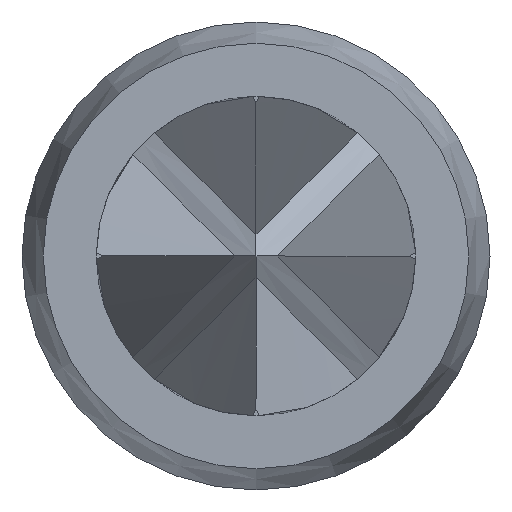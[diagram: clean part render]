
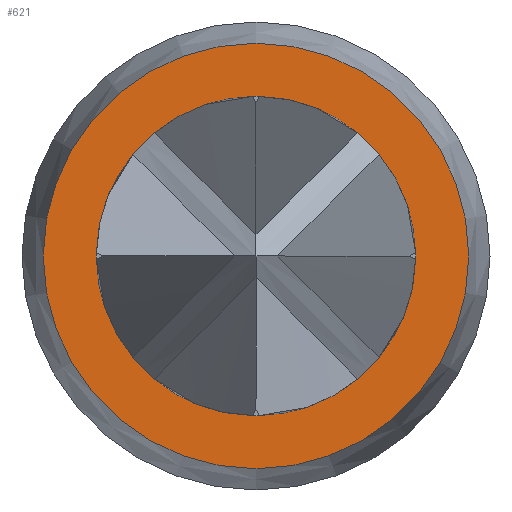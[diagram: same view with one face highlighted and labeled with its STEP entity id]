
A CAD part, left-side view. The second image highlights one B-rep face of the part: STEP entity #621.
In plain terms, the highlighted planar face has unit normal (-1, 0, 0).
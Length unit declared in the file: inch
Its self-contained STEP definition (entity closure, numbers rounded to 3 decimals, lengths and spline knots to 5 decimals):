
#2 = CARTESIAN_POINT ( 'NONE',  ( 0., 0., 0.0105 ) ) ;
#41 = EDGE_CURVE ( 'NONE', #189, #189, #426, .T. ) ;
#50 = FACE_BOUND ( 'NONE', #601, .T. ) ;
#99 = CARTESIAN_POINT ( 'NONE',  ( 0., 0.014, 0. ) ) ;
#146 = AXIS2_PLACEMENT_3D ( 'NONE', #315, #585, #526 ) ;
#158 = ORIENTED_EDGE ( 'NONE', *, *, #41, .F. ) ;
#160 = AXIS2_PLACEMENT_3D ( 'NONE', #262, #627, #577 ) ;
#189 = VERTEX_POINT ( 'NONE', #561 ) ;
#219 = ORIENTED_EDGE ( 'NONE', *, *, #409, .T. ) ;
#249 = PLANE ( 'NONE',  #581 ) ;
#262 = CARTESIAN_POINT ( 'NONE',  ( 0., 0., 0. ) ) ;
#304 = DIRECTION ( 'NONE',  ( -1., 0., 0. ) ) ;
#315 = CARTESIAN_POINT ( 'NONE',  ( 0., 0., 0. ) ) ;
#362 = FACE_OUTER_BOUND ( 'NONE', #391, .T. ) ;
#391 = EDGE_LOOP ( 'NONE', ( #158 ) ) ;
#409 = EDGE_CURVE ( 'NONE', #465, #465, #495, .T. ) ;
#426 = CIRCLE ( 'NONE', #146, 0.014 ) ;
#465 = VERTEX_POINT ( 'NONE', #2 ) ;
#495 = CIRCLE ( 'NONE', #160, 0.0105 ) ;
#526 = DIRECTION ( 'NONE',  ( 0., 0., -1. ) ) ;
#561 = CARTESIAN_POINT ( 'NONE',  ( 0., 0., -0.014 ) ) ;
#577 = DIRECTION ( 'NONE',  ( 0., 0., 1. ) ) ;
#581 = AXIS2_PLACEMENT_3D ( 'NONE', #99, #304, #612 ) ;
#585 = DIRECTION ( 'NONE',  ( 1., 0., 0. ) ) ;
#601 = EDGE_LOOP ( 'NONE', ( #219 ) ) ;
#612 = DIRECTION ( 'NONE',  ( 0., 0., 1. ) ) ;
#621 = ADVANCED_FACE ( 'NONE', ( #50, #362 ), #249, .T. ) ;
#627 = DIRECTION ( 'NONE',  ( 1., 0., 0. ) ) ;
